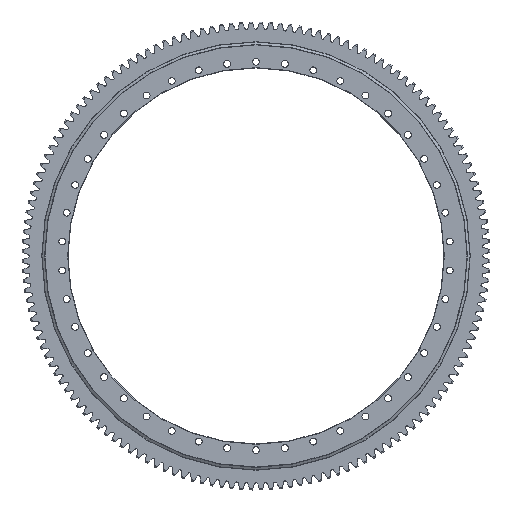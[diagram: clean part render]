
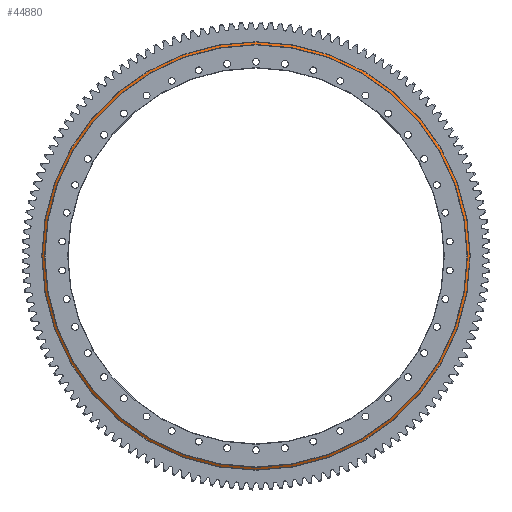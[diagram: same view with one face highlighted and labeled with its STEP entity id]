
A CAD part, top view. The second image highlights one B-rep face of the part: STEP entity #44880.
In plain terms, the highlighted conical face has half-angle 58.57 degrees and reference radius 677.5 mm.
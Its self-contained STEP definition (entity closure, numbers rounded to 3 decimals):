
#437 = DIRECTION ( 'NONE',  ( -1., 0., 0. ) ) ;
#2159 = EDGE_CURVE ( 'NONE', #31447, #31447, #16552, .T. ) ;
#3875 = DIRECTION ( 'NONE',  ( -1., 0., 0. ) ) ;
#9409 = CARTESIAN_POINT ( 'NONE',  ( 0., 0., 26.89 ) ) ;
#14080 = EDGE_LOOP ( 'NONE', ( #69492 ) ) ;
#14219 = ORIENTED_EDGE ( 'NONE', *, *, #2159, .F. ) ;
#16552 = CIRCLE ( 'NONE', #17195, 685.044 ) ;
#17195 = AXIS2_PLACEMENT_3D ( 'NONE', #9409, #62180, #32204 ) ;
#28800 = EDGE_LOOP ( 'NONE', ( #14219 ) ) ;
#29507 = CARTESIAN_POINT ( 'NONE',  ( 0., 0., 31.5 ) ) ;
#31427 = CONICAL_SURFACE ( 'NONE', #56461, 677.5, 1.022 ) ;
#31447 = VERTEX_POINT ( 'NONE', #60520 ) ;
#32204 = DIRECTION ( 'NONE',  ( -1., 0., 0. ) ) ;
#35370 = EDGE_CURVE ( 'NONE', #54267, #54267, #69009, .T. ) ;
#37941 = FACE_OUTER_BOUND ( 'NONE', #28800, .T. ) ;
#43423 = FACE_BOUND ( 'NONE', #14080, .T. ) ;
#44880 = ADVANCED_FACE ( 'NONE', ( #37941, #43423 ), #31427, .T. ) ;
#45782 = DIRECTION ( 'NONE',  ( 0., 0., -1. ) ) ;
#52584 = DIRECTION ( 'NONE',  ( 0., 0., -1. ) ) ;
#54267 = VERTEX_POINT ( 'NONE', #62289 ) ;
#56461 = AXIS2_PLACEMENT_3D ( 'NONE', #29507, #52584, #437 ) ;
#60520 = CARTESIAN_POINT ( 'NONE',  ( -685.044, 0., 26.89 ) ) ;
#62180 = DIRECTION ( 'NONE',  ( 0., 0., -1. ) ) ;
#62289 = CARTESIAN_POINT ( 'NONE',  ( -677.5, 0., 31.5 ) ) ;
#68063 = CARTESIAN_POINT ( 'NONE',  ( 0., 0., 31.5 ) ) ;
#69009 = CIRCLE ( 'NONE', #73764, 677.5 ) ;
#69492 = ORIENTED_EDGE ( 'NONE', *, *, #35370, .T. ) ;
#73764 = AXIS2_PLACEMENT_3D ( 'NONE', #68063, #45782, #3875 ) ;
